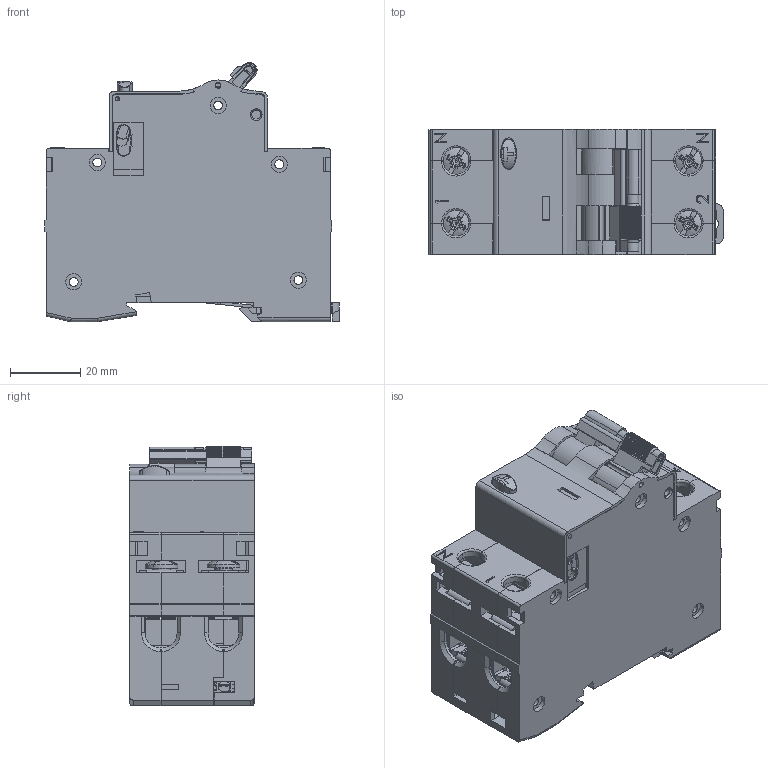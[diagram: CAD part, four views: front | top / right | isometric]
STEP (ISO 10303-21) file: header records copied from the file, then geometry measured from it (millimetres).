
FILE_DESCRIPTION(/* description */ (''),/* implementation_level */ '2;1');
FILE_NAME(/* name */ '3d_P1RE.stp',/* time_stamp */ '2023-01-09T17:38:25+01:00',/* author */ (''),/* organization */ (''),/* preprocessor_version */ 'ST-DEVELOPER v16.7',/* originating_system */ 'SIEMENS PLM Software NX 12.0',/* authorisation */ '');
FILE_SCHEMA (('AUTOMOTIVE_DESIGN { 1 0 10303 214 3 1 1 1 }'));
Products named in the file (1): RuggA3D47D567h60
Bounding box: 83.58 x 35.5 x 73.7 mm (x, y, z)
Surface area: 35807.5 mm2 (no closed solid volume)
Topology: 0 solids, 43 shells, 1263 faces, 5473 edges, 4151 vertices
Faces by surface type: plane 779, cylinder 329, cone 50, torus 45, bspline 44, sphere 16
Entity records: 58945 total; most frequent: CARTESIAN_POINT 15134, DIRECTION 8775, ORIENTED_EDGE 8141, EDGE_CURVE 5473, VERTEX_POINT 4150, LINE 3729, VECTOR 3729, AXIS2_PLACEMENT_3D 2523
